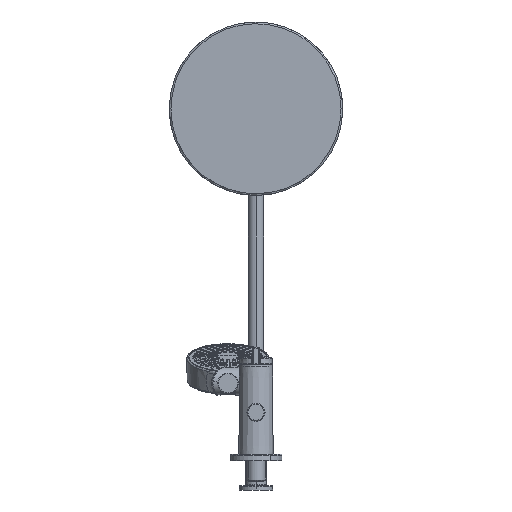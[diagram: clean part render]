
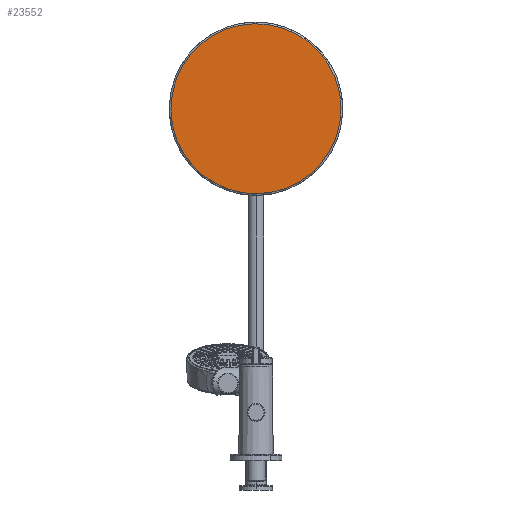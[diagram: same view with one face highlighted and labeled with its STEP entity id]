
A CAD part, front view. The second image highlights one B-rep face of the part: STEP entity #23552.
In plain terms, the highlighted planar face has unit normal (0, -1, 0).
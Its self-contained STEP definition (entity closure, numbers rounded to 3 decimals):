
#749 = CARTESIAN_POINT ( 'NONE',  ( 92.995, 984.9, 318.423 ) ) ;
#851 = CARTESIAN_POINT ( 'NONE',  ( 0., 984.9, 350. ) ) ;
#1106 = CARTESIAN_POINT ( 'NONE',  ( -31.577, 984.9, 257.005 ) ) ;
#1320 = CARTESIAN_POINT ( 'NONE',  ( -49.113, 984.9, 435.048 ) ) ;
#1437 = CARTESIAN_POINT ( 'NONE',  ( 98., 984.9, 350. ) ) ;
#1473 = CARTESIAN_POINT ( 'NONE',  ( -49.113, 984.9, 264.952 ) ) ;
#3653 = CARTESIAN_POINT ( 'NONE',  ( 77.921, 984.9, 290.221 ) ) ;
#3842 = CARTESIAN_POINT ( 'NONE',  ( 73.832, 984.9, 414.761 ) ) ;
#3881 = CARTESIAN_POINT ( 'NONE',  ( 97.368, 984.9, 337.172 ) ) ;
#4093 = FACE_OUTER_BOUND ( 'NONE', #10700, .T. ) ;
#4117 = CARTESIAN_POINT ( 'NONE',  ( 98., 984.9, 350. ) ) ;
#4336 = CARTESIAN_POINT ( 'NONE',  ( 59.779, 984.9, 427.921 ) ) ;
#6294 = PLANE ( 'NONE',  #24162 ) ;
#6403 = CARTESIAN_POINT ( 'NONE',  ( -92.995, 984.9, 381.577 ) ) ;
#6762 = CARTESIAN_POINT ( 'NONE',  ( 6.414, 984.9, 448. ) ) ;
#6799 = CARTESIAN_POINT ( 'NONE',  ( 98., 984.9, 350. ) ) ;
#6854 = ORIENTED_EDGE ( 'NONE', *, *, #30599, .F. ) ;
#6913 = CARTESIAN_POINT ( 'NONE',  ( 43.429, 984.9, 261.914 ) ) ;
#7552 = CARTESIAN_POINT ( 'NONE',  ( -64.761, 984.9, 276.168 ) ) ;
#9299 = CARTESIAN_POINT ( 'NONE',  ( -85.048, 984.9, 399.113 ) ) ;
#9689 = CARTESIAN_POINT ( 'NONE',  ( 88.086, 984.9, 306.571 ) ) ;
#9822 = CARTESIAN_POINT ( 'NONE',  ( 31.577, 984.9, 257.005 ) ) ;
#9913 = CARTESIAN_POINT ( 'NONE',  ( -59.779, 984.9, 427.921 ) ) ;
#9971 = ORIENTED_EDGE ( 'NONE', *, *, #16096, .F. ) ;
#10030 = CARTESIAN_POINT ( 'NONE',  ( 64.761, 984.9, 423.832 ) ) ;
#10063 = CARTESIAN_POINT ( 'NONE',  ( -97.368, 984.9, 337.172 ) ) ;
#10441 = CARTESIAN_POINT ( 'NONE',  ( -98., 984.9, 343.586 ) ) ;
#10700 = EDGE_LOOP ( 'NONE', ( #9971, #6854 ) ) ;
#12085 = CARTESIAN_POINT ( 'NONE',  ( -98., 984.9, 356.414 ) ) ;
#12361 = CARTESIAN_POINT ( 'NONE',  ( 6.414, 984.9, 252. ) ) ;
#12436 = CARTESIAN_POINT ( 'NONE',  ( -94.866, 984.9, 375.41 ) ) ;
#12568 = CARTESIAN_POINT ( 'NONE',  ( 31.577, 984.9, 442.995 ) ) ;
#12605 = CARTESIAN_POINT ( 'NONE',  ( 12.828, 984.9, 252.632 ) ) ;
#12810 = CARTESIAN_POINT ( 'NONE',  ( -73.832, 984.9, 414.761 ) ) ;
#13068 = CARTESIAN_POINT ( 'NONE',  ( -64.761, 984.9, 423.832 ) ) ;
#13099 = CARTESIAN_POINT ( 'NONE',  ( -88.086, 984.9, 306.571 ) ) ;
#13430 = CARTESIAN_POINT ( 'NONE',  ( -98., 984.9, 350. ) ) ;
#15138 = CARTESIAN_POINT ( 'NONE',  ( 98., 984.9, 343.586 ) ) ;
#15265 = CARTESIAN_POINT ( 'NONE',  ( -6.414, 984.9, 252. ) ) ;
#15594 = DIRECTION ( 'NONE',  ( 1., 0., 0. ) ) ;
#15713 = CARTESIAN_POINT ( 'NONE',  ( 43.429, 984.9, 438.086 ) ) ;
#15949 = CARTESIAN_POINT ( 'NONE',  ( 94.866, 984.9, 375.41 ) ) ;
#15985 = CARTESIAN_POINT ( 'NONE',  ( -77.921, 984.9, 290.221 ) ) ;
#16096 = EDGE_CURVE ( 'NONE', #29133, #28145, #34783, .T. ) ;
#18015 = CARTESIAN_POINT ( 'NONE',  ( 94.866, 984.9, 324.59 ) ) ;
#20893 = CARTESIAN_POINT ( 'NONE',  ( 85.048, 984.9, 300.887 ) ) ;
#21140 = CARTESIAN_POINT ( 'NONE',  ( 73.832, 984.9, 285.239 ) ) ;
#21333 = CARTESIAN_POINT ( 'NONE',  ( 97.368, 984.9, 362.828 ) ) ;
#21589 = CARTESIAN_POINT ( 'NONE',  ( -6.414, 984.9, 448. ) ) ;
#21735 = CARTESIAN_POINT ( 'NONE',  ( -94.866, 984.9, 324.59 ) ) ;
#23552 = ADVANCED_FACE ( 'NONE', ( #4093 ), #6294, .F. ) ;
#23995 = CARTESIAN_POINT ( 'NONE',  ( 12.828, 984.9, 447.368 ) ) ;
#24004 = DIRECTION ( 'NONE',  ( 0., 1., 0. ) ) ;
#24162 = AXIS2_PLACEMENT_3D ( 'NONE', #851, #24004, #15594 ) ;
#24522 = CARTESIAN_POINT ( 'NONE',  ( -73.832, 984.9, 285.239 ) ) ;
#24780 = CARTESIAN_POINT ( 'NONE',  ( -59.779, 984.9, 272.079 ) ) ;
#26572 = CARTESIAN_POINT ( 'NONE',  ( -88.086, 984.9, 393.429 ) ) ;
#26724 = CARTESIAN_POINT ( 'NONE',  ( 59.779, 984.9, 272.079 ) ) ;
#26923 = CARTESIAN_POINT ( 'NONE',  ( 77.921, 984.9, 409.779 ) ) ;
#26961 = CARTESIAN_POINT ( 'NONE',  ( 64.761, 984.9, 276.168 ) ) ;
#27162 = CARTESIAN_POINT ( 'NONE',  ( -77.921, 984.9, 409.779 ) ) ;
#27283 = CARTESIAN_POINT ( 'NONE',  ( 85.048, 984.9, 399.113 ) ) ;
#27697 = CARTESIAN_POINT ( 'NONE',  ( -85.048, 984.9, 300.887 ) ) ;
#28145 = VERTEX_POINT ( 'NONE', #13430 ) ;
#29133 = VERTEX_POINT ( 'NONE', #4117 ) ;
#29628 = CARTESIAN_POINT ( 'NONE',  ( 49.113, 984.9, 264.952 ) ) ;
#29723 = CARTESIAN_POINT ( 'NONE',  ( -97.368, 984.9, 362.828 ) ) ;
#29839 = CARTESIAN_POINT ( 'NONE',  ( 88.086, 984.9, 393.429 ) ) ;
#29873 = CARTESIAN_POINT ( 'NONE',  ( 25.41, 984.9, 255.134 ) ) ;
#29875 = B_SPLINE_CURVE_WITH_KNOTS ( 'NONE', 3,
 ( #35062, #12085, #29723, #12436, #6403, #26572, #9299, #27162, #12810, #13068, #9913, #1320, #32879, #30081, #29958, #30332, #21589, #6762, #23995, #33001, #12568, #15713, #35794, #4336, #10030, #3842, #26923, #27283, #29839, #32743, #15949, #21333, #35911, #1437 ),
 .UNSPECIFIED., .F., .F.,
 ( 4, 2, 2, 2, 2, 2, 2, 2, 2, 2, 2, 2, 2, 2, 2, 2, 4 ),
 ( 0.5, 0.531, 0.563, 0.594, 0.625, 0.656, 0.688, 0.719, 0.75, 0.781, 0.813, 0.844, 0.875, 0.906, 0.938, 0.969, 1. ),
 .UNSPECIFIED. ) ;
#29958 = CARTESIAN_POINT ( 'NONE',  ( -25.41, 984.9, 444.866 ) ) ;
#30081 = CARTESIAN_POINT ( 'NONE',  ( -31.577, 984.9, 442.995 ) ) ;
#30332 = CARTESIAN_POINT ( 'NONE',  ( -12.828, 984.9, 447.368 ) ) ;
#30599 = EDGE_CURVE ( 'NONE', #28145, #29133, #29875, .T. ) ;
#30622 = CARTESIAN_POINT ( 'NONE',  ( -98., 984.9, 350. ) ) ;
#32743 = CARTESIAN_POINT ( 'NONE',  ( 92.995, 984.9, 381.577 ) ) ;
#32781 = CARTESIAN_POINT ( 'NONE',  ( -12.828, 984.9, 252.632 ) ) ;
#32879 = CARTESIAN_POINT ( 'NONE',  ( -43.429, 984.9, 438.086 ) ) ;
#33001 = CARTESIAN_POINT ( 'NONE',  ( 25.41, 984.9, 444.866 ) ) ;
#34783 = B_SPLINE_CURVE_WITH_KNOTS ( 'NONE', 3,
 ( #6799, #15138, #3881, #18015, #749, #9689, #20893, #3653, #21140, #26961, #26724, #29628, #6913, #9822, #29873, #12605, #12361, #15265, #32781, #35706, #1106, #35452, #1473, #24780, #7552, #24522, #15985, #27697, #13099, #35951, #21735, #10063, #10441, #30622 ),
 .UNSPECIFIED., .F., .F.,
 ( 4, 2, 2, 2, 2, 2, 2, 2, 2, 2, 2, 2, 2, 2, 2, 2, 4 ),
 ( 0., 0.031, 0.063, 0.094, 0.125, 0.156, 0.188, 0.219, 0.25, 0.281, 0.313, 0.344, 0.375, 0.406, 0.438, 0.469, 0.5 ),
 .UNSPECIFIED. ) ;
#35062 = CARTESIAN_POINT ( 'NONE',  ( -98., 984.9, 350. ) ) ;
#35452 = CARTESIAN_POINT ( 'NONE',  ( -43.429, 984.9, 261.914 ) ) ;
#35706 = CARTESIAN_POINT ( 'NONE',  ( -25.41, 984.9, 255.134 ) ) ;
#35794 = CARTESIAN_POINT ( 'NONE',  ( 49.113, 984.9, 435.048 ) ) ;
#35911 = CARTESIAN_POINT ( 'NONE',  ( 98., 984.9, 356.414 ) ) ;
#35951 = CARTESIAN_POINT ( 'NONE',  ( -92.995, 984.9, 318.423 ) ) ;
